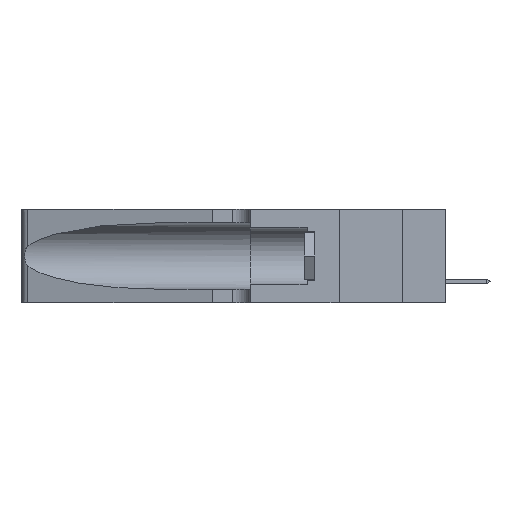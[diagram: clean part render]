
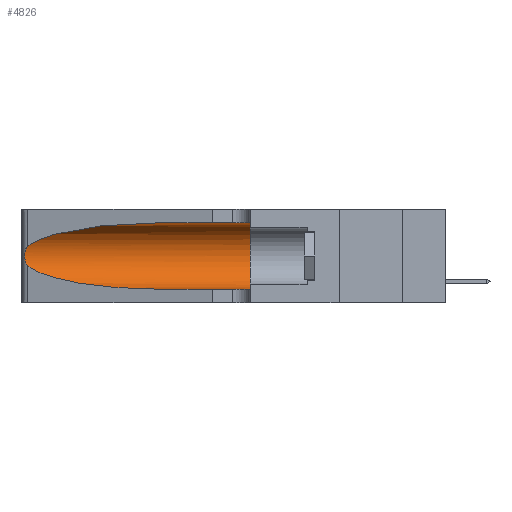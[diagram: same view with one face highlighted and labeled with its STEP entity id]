
A CAD part, left-side view. The second image highlights one B-rep face of the part: STEP entity #4826.
In plain terms, the highlighted cylindrical face has radius 3.308 mm (diameter 6.617 mm), a partial arc.
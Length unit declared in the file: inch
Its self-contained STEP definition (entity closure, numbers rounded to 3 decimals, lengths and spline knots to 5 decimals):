
#563 = VERTEX_POINT ( 'NONE', #642 ) ;
#642 = CARTESIAN_POINT ( 'NONE',  ( 0.1305, 0.35, 0.31525 ) ) ;
#1482 = AXIS2_PLACEMENT_3D ( 'NONE', #17776, #7439, #9204 ) ;
#1647 = CARTESIAN_POINT ( 'NONE',  ( 0.1305, 0.72297, 0.31525 ) ) ;
#1769 = CARTESIAN_POINT ( 'NONE',  ( 0.25487, 1.22718, 0.14631 ) ) ;
#2403 = CARTESIAN_POINT ( 'NONE',  ( 0.18966, 0.96281, 0.05475 ) ) ;
#2431 = CARTESIAN_POINT ( 'NONE',  ( 0.1305, 0.35, 0.05475 ) ) ;
#2680 = VECTOR ( 'NONE', #15271, 39.37008 ) ;
#2757 = CARTESIAN_POINT ( 'NONE',  ( 0.26075, 1.23896, 0.19203 ) ) ;
#2866 = VERTEX_POINT ( 'NONE', #11014 ) ;
#3570 = CARTESIAN_POINT ( 'NONE',  ( 0.25789, 1.23486, 0.15765 ) ) ;
#3705 = DIRECTION ( 'NONE',  ( 0., 1., 0. ) ) ;
#3843 = DIRECTION ( 'NONE',  ( 0., 0., 1. ) ) ;
#4182 = CARTESIAN_POINT ( 'NONE',  ( 0.1305, 0.72297, 0.05475 ) ) ;
#4573 = EDGE_CURVE ( 'NONE', #12075, #11139, #20790, .T. ) ;
#4826 = ADVANCED_FACE ( 'NONE', ( #9327 ), #9898, .F. ) ;
#4973 = CARTESIAN_POINT ( 'NONE',  ( 0.26075, 1.23896, 0.178 ) ) ;
#5072 = CARTESIAN_POINT ( 'NONE',  ( 0.2373, 1.15595, 0.28018 ) ) ;
#5242 = ORIENTED_EDGE ( 'NONE', *, *, #6595, .F. ) ;
#6327 = CARTESIAN_POINT ( 'NONE',  ( 0.25639, 1.23184, 0.21858 ) ) ;
#6595 = EDGE_CURVE ( 'NONE', #563, #17271, #18889, .T. ) ;
#6998 = CARTESIAN_POINT ( 'NONE',  ( 0.25487, 1.22718, 0.22369 ) ) ;
#7381 = LINE ( 'NONE', #21201, #11735 ) ;
#7439 = DIRECTION ( 'NONE',  ( 0., -1., 0. ) ) ;
#7511 = CARTESIAN_POINT ( 'NONE',  ( 0.2373, 1.15595, 0.08982 ) ) ;
#8054 = ORIENTED_EDGE ( 'NONE', *, *, #4573, .T. ) ;
#8197 = ORIENTED_EDGE ( 'NONE', *, *, #20698, .T. ) ;
#8427 = EDGE_CURVE ( 'NONE', #2866, #563, #7381, .T. ) ;
#9179 = ORIENTED_EDGE ( 'NONE', *, *, #8427, .F. ) ;
#9204 = DIRECTION ( 'NONE',  ( 0., 0., -1. ) ) ;
#9327 = FACE_OUTER_BOUND ( 'NONE', #11702, .T. ) ;
#9862 = CARTESIAN_POINT ( 'NONE',  ( 0.25487, 1.22718, 0.22369 ) ) ;
#9898 = CYLINDRICAL_SURFACE ( 'NONE', #1482, 0.13025 ) ;
#9998 = ORIENTED_EDGE ( 'NONE', *, *, #12081, .T. ) ;
#10733 = VERTEX_POINT ( 'NONE', #6998 ) ;
#11014 = CARTESIAN_POINT ( 'NONE',  ( 0.1305, 0.72297, 0.31525 ) ) ;
#11139 = VERTEX_POINT ( 'NONE', #16557 ) ;
#11150 = CARTESIAN_POINT ( 'NONE',  ( 0.25487, 1.22718, 0.14631 ) ) ;
#11379 = DIRECTION ( 'NONE',  ( 0., -1., 0. ) ) ;
#11702 = EDGE_LOOP ( 'NONE', ( #13462, #8197, #8054, #9998, #5242, #9179 ) ) ;
#11735 = VECTOR ( 'NONE', #11379, 39.37008 ) ;
#12075 = VERTEX_POINT ( 'NONE', #18160 ) ;
#12081 = EDGE_CURVE ( 'NONE', #11139, #17271, #15096, .T. ) ;
#12088 = CARTESIAN_POINT ( 'NONE',  ( 0.25856, 1.23593, 0.16098 ) ) ;
#12108 = CARTESIAN_POINT ( 'NONE',  ( 0.25487, 1.22718, 0.22369 ) ) ;
#12122 = B_SPLINE_CURVE_WITH_KNOTS ( 'NONE', 3,
 ( #9862, #18192, #6327, #18402, #13159, #15336, #2757, #4973, #20571, #12088, #3570, #20641, #18825, #1769 ),
 .UNSPECIFIED., .F., .F.,
 ( 4, 2, 2, 2, 2, 2, 4 ),
 ( 0., 0.00027, 0.00053, 0.00107, 0.0016, 0.00187, 0.00214 ),
 .UNSPECIFIED. ) ;
#13159 = CARTESIAN_POINT ( 'NONE',  ( 0.25854, 1.2359, 0.20912 ) ) ;
#13462 = ORIENTED_EDGE ( 'NONE', *, *, #22103, .T. ) ;
#13683 = CARTESIAN_POINT ( 'NONE',  ( 0.18966, 0.96281, 0.31525 ) ) ;
#15096 = LINE ( 'NONE', #15655, #2680 ) ;
#15271 = DIRECTION ( 'NONE',  ( 0., -1., 0. ) ) ;
#15336 = CARTESIAN_POINT ( 'NONE',  ( 0.26018, 1.23835, 0.19895 ) ) ;
#15655 = CARTESIAN_POINT ( 'NONE',  ( 0.1305, 1.61858, 0.05475 ) ) ;
#16557 = CARTESIAN_POINT ( 'NONE',  ( 0.1305, 0.72297, 0.05475 ) ) ;
#17271 = VERTEX_POINT ( 'NONE', #2431 ) ;
#17776 = CARTESIAN_POINT ( 'NONE',  ( 0.1305, 1.61858, 0.185 ) ) ;
#18160 = CARTESIAN_POINT ( 'NONE',  ( 0.25487, 1.22718, 0.14631 ) ) ;
#18192 = CARTESIAN_POINT ( 'NONE',  ( 0.25555, 1.22994, 0.2215 ) ) ;
#18402 = CARTESIAN_POINT ( 'NONE',  ( 0.25787, 1.23484, 0.2124 ) ) ;
#18825 = CARTESIAN_POINT ( 'NONE',  ( 0.25555, 1.22993, 0.14849 ) ) ;
#18889 = CIRCLE ( 'NONE', #19519, 0.13025 ) ;
#19519 = AXIS2_PLACEMENT_3D ( 'NONE', #22030, #3705, #3843 ) ;
#20571 = CARTESIAN_POINT ( 'NONE',  ( 0.26017, 1.23833, 0.17102 ) ) ;
#20641 = CARTESIAN_POINT ( 'NONE',  ( 0.25639, 1.23186, 0.15144 ) ) ;
#20698 = EDGE_CURVE ( 'NONE', #10733, #12075, #12122, .T. ) ;
#20790 =( BOUNDED_CURVE ( )  B_SPLINE_CURVE ( 3, ( #11150, #7511, #2403, #4182 ),
 .UNSPECIFIED., .F., .T. ) 
 B_SPLINE_CURVE_WITH_KNOTS ( ( 4, 4 ),
 ( 3.44316, 4.71239 ),
 .UNSPECIFIED. ) 
 CURVE ( )  GEOMETRIC_REPRESENTATION_ITEM ( )  RATIONAL_B_SPLINE_CURVE ( ( 1., 0.87, 0.87, 1. ) ) 
 REPRESENTATION_ITEM ( '' )  );
#21201 = CARTESIAN_POINT ( 'NONE',  ( 0.1305, 1.61858, 0.31525 ) ) ;
#21488 =( BOUNDED_CURVE ( )  B_SPLINE_CURVE ( 3, ( #1647, #13683, #5072, #12108 ),
 .UNSPECIFIED., .F., .F. ) 
 B_SPLINE_CURVE_WITH_KNOTS ( ( 4, 4 ),
 ( 1.5708, 2.84003 ),
 .UNSPECIFIED. ) 
 CURVE ( )  GEOMETRIC_REPRESENTATION_ITEM ( )  RATIONAL_B_SPLINE_CURVE ( ( 1., 0.87, 0.87, 1. ) ) 
 REPRESENTATION_ITEM ( '' )  );
#22030 = CARTESIAN_POINT ( 'NONE',  ( 0.1305, 0.35, 0.185 ) ) ;
#22103 = EDGE_CURVE ( 'NONE', #2866, #10733, #21488, .T. ) ;
